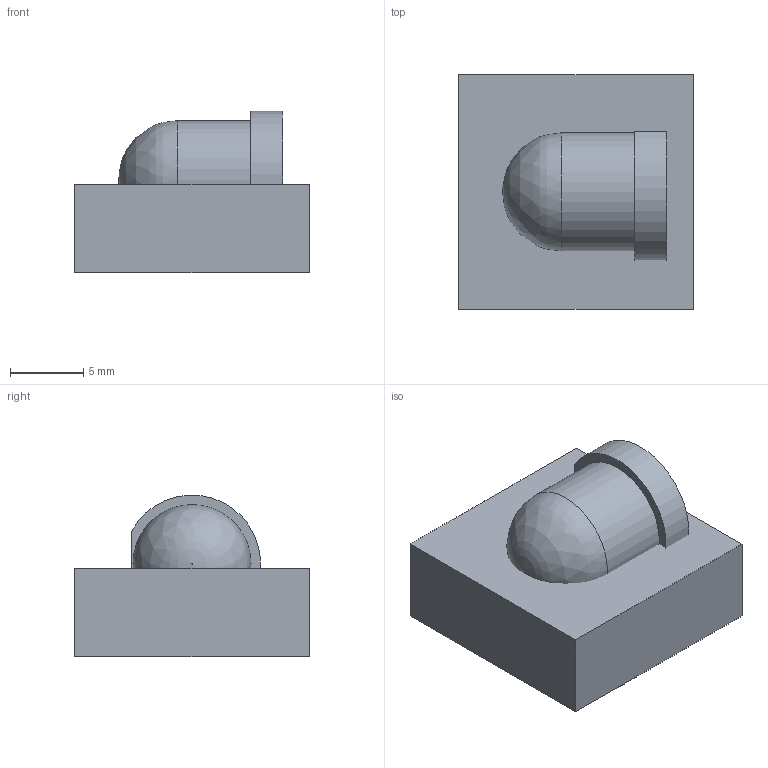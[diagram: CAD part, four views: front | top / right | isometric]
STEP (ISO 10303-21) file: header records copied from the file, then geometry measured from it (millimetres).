
FILE_DESCRIPTION(/* description */ (''),/* implementation_level */ '2;1');
FILE_NAME(/* name */ '1x1 Jig.step',/* time_stamp */ '2024-03-14T21:06:43+01:00',/* author */ (''),/* organization */ (''),/* preprocessor_version */ 'ST-DEVELOPER v20',/* originating_system */ 'Autodesk Translation Framework v12.20.1.177',/* authorisation */ '');
FILE_SCHEMA (('AUTOMOTIVE_DESIGN { 1 0 10303 214 3 1 1 }'));
Length unit declared in the file: millimetre
Products named in the file (1): 1x1 Jig
Bounding box: 16 x 16 x 11.02 mm (x, y, z)
Volume: 2074.2 mm3; surface area: 1373.3 mm2
Topology: 3 solids, 3 shells, 14 faces, 24 edges, 16 vertices
Faces by surface type: plane 11, cylinder 2, bspline 1
Full cylindrical faces by diameter (mm): 8.05 x1
Entity records: 388 total; most frequent: CARTESIAN_POINT 81, DIRECTION 59, ORIENTED_EDGE 48, EDGE_CURVE 24, AXIS2_PLACEMENT_3D 21, LINE 17, VECTOR 17, VERTEX_POINT 16
